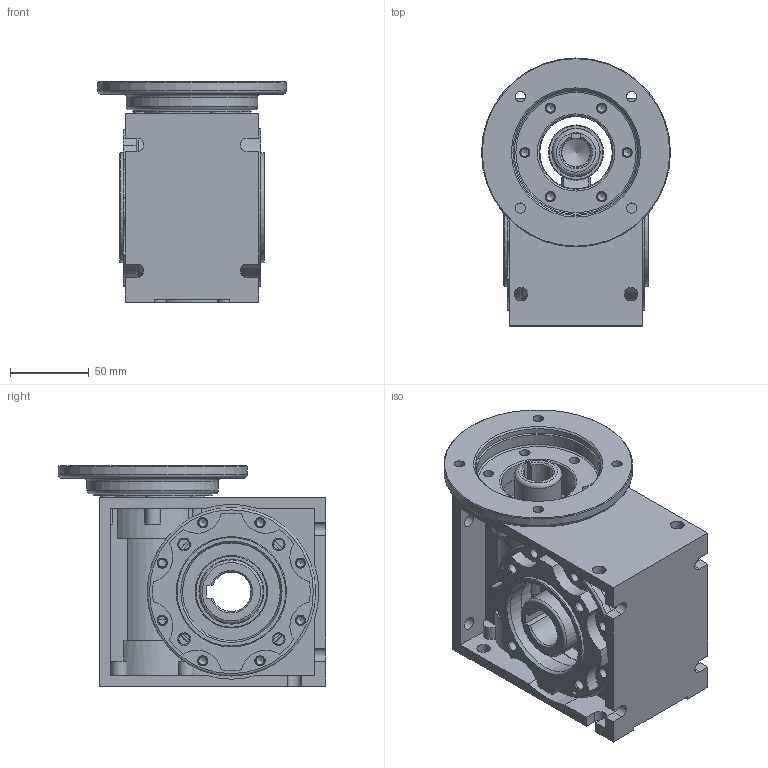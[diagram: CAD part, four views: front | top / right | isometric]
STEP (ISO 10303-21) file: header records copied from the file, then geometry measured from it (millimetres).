
FILE_DESCRIPTION((''),'2;1');
FILE_NAME('SB050 Växellåda.stp','2008-10-22T13:43:31',('dennis'),(''),'Autodesk Inventor 2009','Autodesk Inventor 2009','');
FILE_SCHEMA(('AUTOMOTIVE_DESIGN { 1 0 10303 214 1 1 1 1 }'));
Length unit declared in the file: millimetre
Products named in the file (6): SB050 Växellåda; SB50_1.SLDPRT; SB50_2.SLDPRT; SB50_3.SLDPRT; SB50_4.SLDPRT; SB50_5.SLDPRT
Assembly tree (5 placements, depth 2):
  SB050 Växellåda
    SB50_1.SLDPRT
    SB50_2.SLDPRT
    SB50_3.SLDPRT
    SB50_4.SLDPRT
    SB50_5.SLDPRT
Bounding box: 120 x 170 x 140 mm (x, y, z)
Volume: 897419 mm3; surface area: 241995.8 mm2
Topology: 5 solids, 5 shells, 393 faces, 986 edges, 633 vertices
Faces by surface type: cylinder 182, plane 119, cone 74, torus 18
Full cylindrical faces by diameter (mm): 5 x14, 6.5 x18, 6.8 x8, 8.5 x8, 18 x3, 19 x1, 20 x1, 26 x2, 26.16 x1, 29 x1, 30 x1, 35 x1, 39.2 x2, 40 x2, 46 x3, 47 x3, 49.5 x1, 53 x1, 55 x3, 62 x2, 64 x2, 68 x2, 70 x2, 75.5 x1, 78.412 x1, 80 x1, 81.5 x1, 82 x1, 83.5 x1, 85 x3
Entity records: 11433 total; most frequent: CARTESIAN_POINT 2398, DIRECTION 1968, ORIENTED_EDGE 1534, AXIS2_PLACEMENT_3D 839, EDGE_CURVE 767, EDGE_LOOP 670, VERTEX_POINT 593, CIRCLE 439
